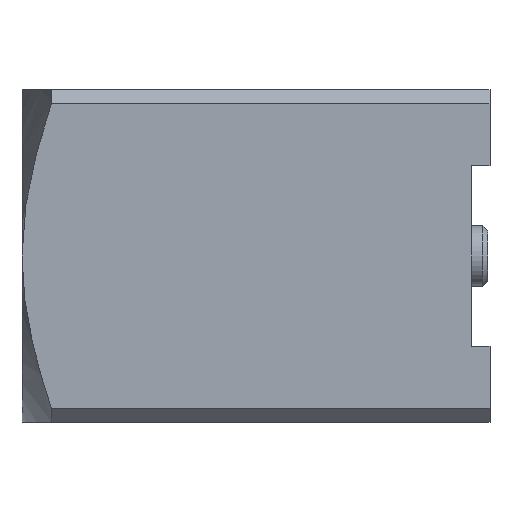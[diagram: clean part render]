
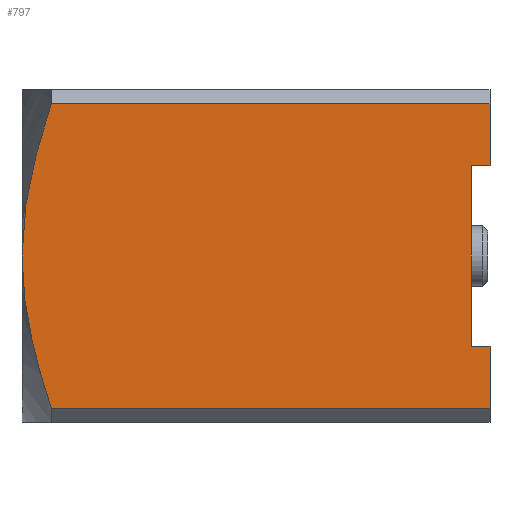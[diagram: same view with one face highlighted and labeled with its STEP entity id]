
A CAD part, front view. The second image highlights one B-rep face of the part: STEP entity #797.
In plain terms, the highlighted planar face has unit normal (0, -1, 0).
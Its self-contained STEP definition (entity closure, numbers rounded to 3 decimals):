
#48=B_SPLINE_CURVE_WITH_KNOTS('',3,(#1274,#1275,#1276,#1277),
 .UNSPECIFIED.,.F.,.F.,(4,4),(0.01,0.014),
 .UNSPECIFIED.);
#49=B_SPLINE_CURVE_WITH_KNOTS('',3,(#1279,#1280,#1281,#1282),
 .UNSPECIFIED.,.F.,.F.,(4,4),(0.007,0.01),
 .UNSPECIFIED.);
#124=ORIENTED_EDGE('',*,*,#330,.T.);
#125=ORIENTED_EDGE('',*,*,#331,.T.);
#126=ORIENTED_EDGE('',*,*,#332,.T.);
#127=ORIENTED_EDGE('',*,*,#321,.F.);
#128=ORIENTED_EDGE('',*,*,#333,.T.);
#129=ORIENTED_EDGE('',*,*,#334,.F.);
#130=ORIENTED_EDGE('',*,*,#335,.F.);
#131=ORIENTED_EDGE('',*,*,#336,.F.);
#132=ORIENTED_EDGE('',*,*,#313,.F.);
#313=EDGE_CURVE('',#417,#418,#493,.T.);
#321=EDGE_CURVE('',#425,#422,#501,.T.);
#330=EDGE_CURVE('',#417,#432,#507,.T.);
#331=EDGE_CURVE('',#432,#433,#508,.T.);
#332=EDGE_CURVE('',#433,#422,#509,.T.);
#333=EDGE_CURVE('',#425,#434,#510,.T.);
#334=EDGE_CURVE('',#435,#434,#48,.T.);
#335=EDGE_CURVE('',#436,#435,#49,.T.);
#336=EDGE_CURVE('',#418,#436,#511,.T.);
#417=VERTEX_POINT('',#1226);
#418=VERTEX_POINT('',#1228);
#422=VERTEX_POINT('',#1237);
#425=VERTEX_POINT('',#1243);
#432=VERTEX_POINT('',#1268);
#433=VERTEX_POINT('',#1270);
#434=VERTEX_POINT('',#1273);
#435=VERTEX_POINT('',#1278);
#436=VERTEX_POINT('',#1283);
#493=LINE('',#1227,#549);
#501=LINE('',#1244,#557);
#507=LINE('',#1267,#563);
#508=LINE('',#1269,#564);
#509=LINE('',#1271,#565);
#510=LINE('',#1272,#566);
#511=LINE('',#1284,#567);
#549=VECTOR('',#975,1000.);
#557=VECTOR('',#985,1000.);
#563=VECTOR('',#997,1000.);
#564=VECTOR('',#998,1000.);
#565=VECTOR('',#999,1000.);
#566=VECTOR('',#1000,1000.);
#567=VECTOR('',#1001,1000.);
#600=EDGE_LOOP('',(#124,#125,#126,#127,#128,#129,#130,#131,#132));
#682=FACE_BOUND('',#600,.T.);
#763=PLANE('',#869);
#797=ADVANCED_FACE('',(#682),#763,.F.);
#869=AXIS2_PLACEMENT_3D('',#1266,#995,#996);
#975=DIRECTION('',(0.,0.,-1.));
#985=DIRECTION('',(0.,0.,-1.));
#995=DIRECTION('',(0.,1.,0.));
#996=DIRECTION('',(0.,0.,1.));
#997=DIRECTION('',(-1.,0.,0.));
#998=DIRECTION('',(0.,0.,1.));
#999=DIRECTION('',(1.,0.,0.));
#1000=DIRECTION('',(-1.,0.,0.));
#1001=DIRECTION('',(-1.,0.,0.));
#1226=CARTESIAN_POINT('',(6.36,-3.5,-1.9));
#1227=CARTESIAN_POINT('',(6.36,-3.5,3.21));
#1228=CARTESIAN_POINT('',(6.36,-3.5,-3.21));
#1237=CARTESIAN_POINT('',(6.36,-3.5,1.9));
#1243=CARTESIAN_POINT('',(6.36,-3.5,3.21));
#1244=CARTESIAN_POINT('',(6.36,-3.5,3.21));
#1266=CARTESIAN_POINT('',(6.36,-3.5,3.21));
#1267=CARTESIAN_POINT('',(6.36,-3.5,-1.9));
#1268=CARTESIAN_POINT('',(5.96,-3.5,-1.9));
#1269=CARTESIAN_POINT('',(5.96,-3.5,-1.9));
#1270=CARTESIAN_POINT('',(5.96,-3.5,1.9));
#1271=CARTESIAN_POINT('',(5.96,-3.5,1.9));
#1272=CARTESIAN_POINT('',(6.36,-3.5,3.21));
#1273=CARTESIAN_POINT('',(-2.878,-3.5,3.21));
#1274=CARTESIAN_POINT('',(-3.5,-3.5,0.));
#1275=CARTESIAN_POINT('',(-3.5,-3.5,1.104));
#1276=CARTESIAN_POINT('',(-3.227,-3.5,2.172));
#1277=CARTESIAN_POINT('',(-2.878,-3.5,3.21));
#1278=CARTESIAN_POINT('',(-3.5,-3.5,0.));
#1279=CARTESIAN_POINT('',(-2.878,-3.5,-3.21));
#1280=CARTESIAN_POINT('',(-3.229,-3.5,-2.167));
#1281=CARTESIAN_POINT('',(-3.5,-3.5,-1.109));
#1282=CARTESIAN_POINT('',(-3.5,-3.5,0.));
#1283=CARTESIAN_POINT('',(-2.878,-3.5,-3.21));
#1284=CARTESIAN_POINT('',(6.36,-3.5,-3.21));
